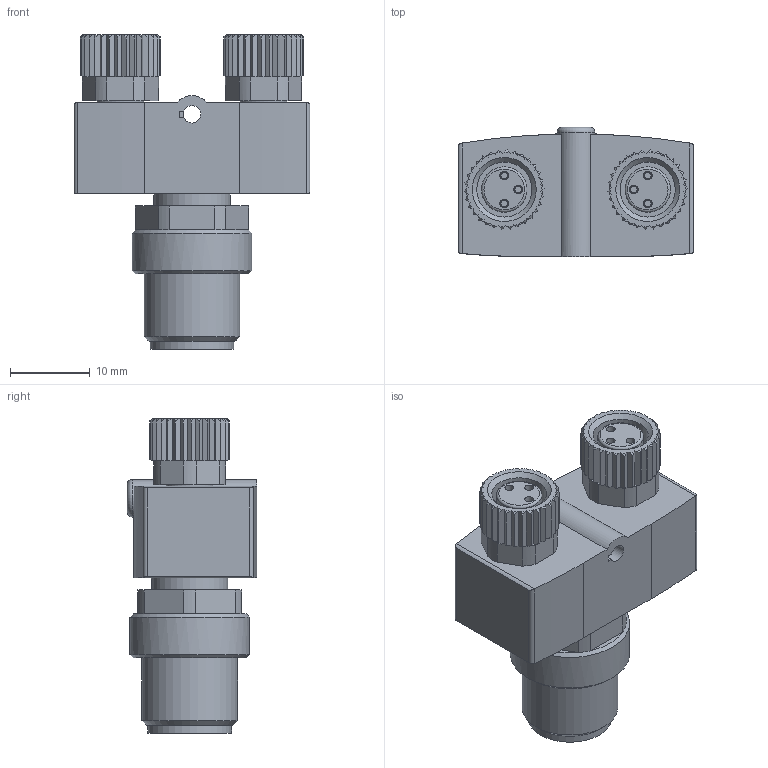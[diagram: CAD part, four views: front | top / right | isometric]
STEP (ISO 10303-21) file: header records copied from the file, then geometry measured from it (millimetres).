
FILE_DESCRIPTION(/* description */ ('STEP AP214'),/* implementation_level */ '2;1');
FILE_NAME(/* name */ '8005311_NEDY-L2R1-V1-M8G3-N-M12G4',/* time_stamp */ '2024-09-12T22:14:14+02:00',/* author */ ('License CC BY-ND 4.0'),/* organization */ ('CADENAS'),/* preprocessor_version */ 'ST-DEVELOPER v19.3',/* originating_system */ 'PARTsolutions',/* authorisation */ ' ');
FILE_SCHEMA (('AUTOMOTIVE_DESIGN {1 0 10303 214 3 1 1}'));
Length unit declared in the file: millimetre
Products named in the file (2): 8005311 NEDY-L2R1-V1-M8G3-N-M12G4; 2881035 NEDY-M8G3-M12G4---(0G)
Assembly tree (1 placements, depth 2):
  8005311 NEDY-L2R1-V1-M8G3-N-M12G4
    2881035 NEDY-M8G3-M12G4---(0G)
Bounding box: 29.6 x 16.23 x 39.5 mm (x, y, z)
Volume: 8094.2 mm3; surface area: 4680 mm2
Topology: 1 solids, 1 shells, 459 faces, 1169 edges, 737 vertices
Faces by surface type: plane 267, cone 125, cylinder 59, torus 4, sphere 4
Full cylindrical faces by diameter (mm): 0.86 x6, 1 x4, 1.1 x6, 2.2 x1, 4.7 x1, 5.7 x2, 5.9 x2, 6.917 x2, 8.41 x1, 9.6 x1, 10.5 x1, 12 x1, 15 x1
Entity records: 16838 total; most frequent: CARTESIAN_POINT 3075, ORIENTED_EDGE 2226, DIRECTION 2041, EDGE_CURVE 1113, AXIS2_PLACEMENT_3D 724, VERTEX_POINT 723, LINE 593, VECTOR 593
